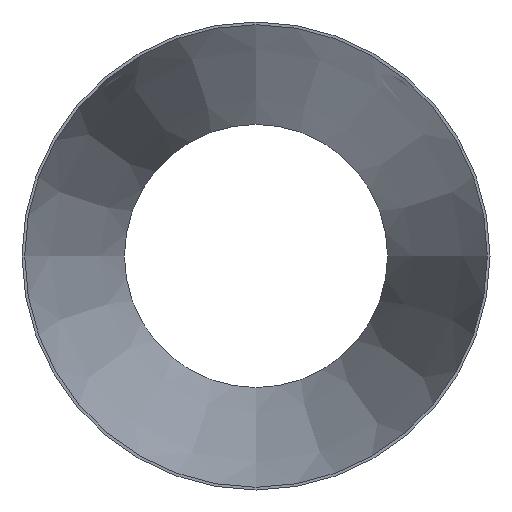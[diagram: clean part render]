
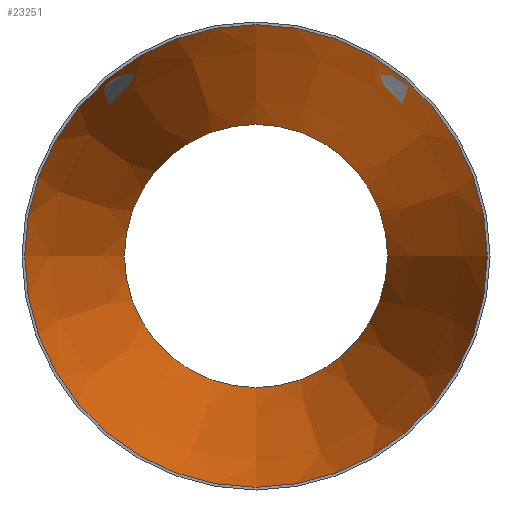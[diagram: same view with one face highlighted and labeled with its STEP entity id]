
A CAD part, front view. The second image highlights one B-rep face of the part: STEP entity #23251.
In plain terms, the highlighted conical face has half-angle 13.886 degrees and reference radius 349.88 mm.
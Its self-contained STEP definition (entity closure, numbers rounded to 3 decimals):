
#1275 = AXIS2_PLACEMENT_3D ( 'NONE', #46325, #11307, #14632 ) ;
#3191 = CARTESIAN_POINT ( 'NONE',  ( 0., 0., -349.88 ) ) ;
#3788 = AXIS2_PLACEMENT_3D ( 'NONE', #26421, #8191, #40833 ) ;
#3871 = VERTEX_POINT ( 'NONE', #36315 ) ;
#4359 = CONICAL_SURFACE ( 'NONE', #14249, 349.88, 0.242 ) ;
#6404 = ORIENTED_EDGE ( 'NONE', *, *, #14525, .F. ) ;
#8191 = DIRECTION ( 'NONE',  ( 0., -1., 0. ) ) ;
#8867 = CIRCLE ( 'NONE', #1275, 199.08 ) ;
#11307 = DIRECTION ( 'NONE',  ( 0., -1., 0. ) ) ;
#11721 = FACE_BOUND ( 'NONE', #34418, .T. ) ;
#11948 = DIRECTION ( 'NONE',  ( 0., 0., -1. ) ) ;
#14249 = AXIS2_PLACEMENT_3D ( 'NONE', #44107, #40563, #11948 ) ;
#14525 = EDGE_CURVE ( 'NONE', #3871, #3871, #8867, .T. ) ;
#14632 = DIRECTION ( 'NONE',  ( 0., 0., -1. ) ) ;
#21522 = ORIENTED_EDGE ( 'NONE', *, *, #40989, .T. ) ;
#23251 = ADVANCED_FACE ( 'NONE', ( #11721, #30143 ), #4359, .F. ) ;
#26421 = CARTESIAN_POINT ( 'NONE',  ( 0., 0., 0. ) ) ;
#30143 = FACE_OUTER_BOUND ( 'NONE', #38932, .T. ) ;
#31793 = CIRCLE ( 'NONE', #3788, 349.88 ) ;
#34418 = EDGE_LOOP ( 'NONE', ( #6404 ) ) ;
#35632 = VERTEX_POINT ( 'NONE', #3191 ) ;
#36315 = CARTESIAN_POINT ( 'NONE',  ( 0., 610., -199.08 ) ) ;
#38932 = EDGE_LOOP ( 'NONE', ( #21522 ) ) ;
#40563 = DIRECTION ( 'NONE',  ( 0., -1., 0. ) ) ;
#40833 = DIRECTION ( 'NONE',  ( 0., 0., -1. ) ) ;
#40989 = EDGE_CURVE ( 'NONE', #35632, #35632, #31793, .T. ) ;
#44107 = CARTESIAN_POINT ( 'NONE',  ( 0., 0., 0. ) ) ;
#46325 = CARTESIAN_POINT ( 'NONE',  ( 0., 610., 0. ) ) ;
